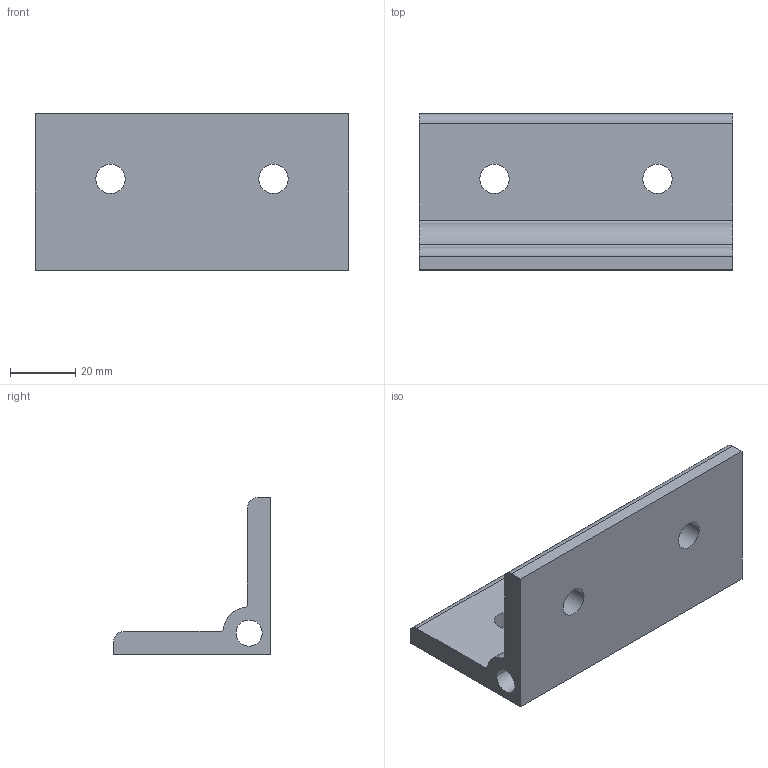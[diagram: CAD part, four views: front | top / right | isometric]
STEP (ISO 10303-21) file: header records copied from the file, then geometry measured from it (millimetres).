
FILE_DESCRIPTION(('Creo Elements/Direct Modeling STEP Export'),'2;1');
FILE_NAME('11.0210_Haltewinkel-MMS-11_96x48.stp','2022-03-18T14:16:56',(''),(''),'PTC Creo Elements/Direct Modeling STEP processor for AP214 (Solid Model)','PTC Creo Elements/Direct Modeling 19.0C 15-Aug-2015 (C) Parametric Technology GmbH','');
FILE_SCHEMA(('AUTOMOTIVE_DESIGN { 1 0 10303 214 1 1 1 1 }'));
Length unit declared in the file: millimetre
Products named in the file (2): Haltewinkel-MMS-11_96x48_11.0210_PX176262
Assembly tree (1 placements, depth 2):
  Haltewinkel-MMS-11_96x48_11.0210_PX176262
    Haltewinkel-MMS-11_96x48_11.0210_PX176262
Bounding box: 96 x 48 x 48 mm (x, y, z)
Volume: 56942.3 mm3; surface area: 21714.5 mm2
Topology: 1 solids, 1 shells, 23 faces, 65 edges, 44 vertices
Faces by surface type: cylinder 15, plane 8
Entity records: 956 total; most frequent: ORIENTED_EDGE 130, DIRECTION 123, CARTESIAN_POINT 122, EDGE_CURVE 65, AXIS2_PLACEMENT_3D 45, VERTEX_POINT 44, VECTOR 33, LINE 33
